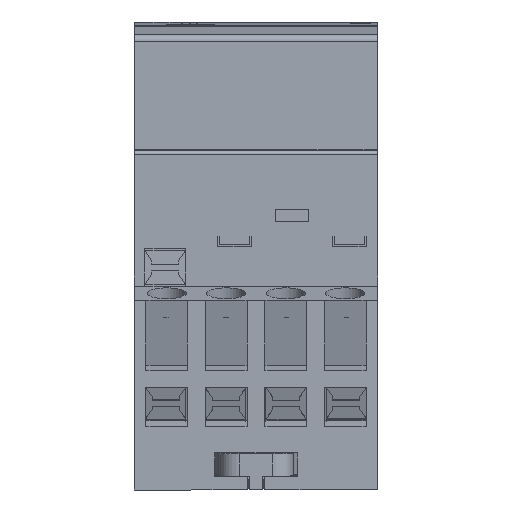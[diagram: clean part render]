
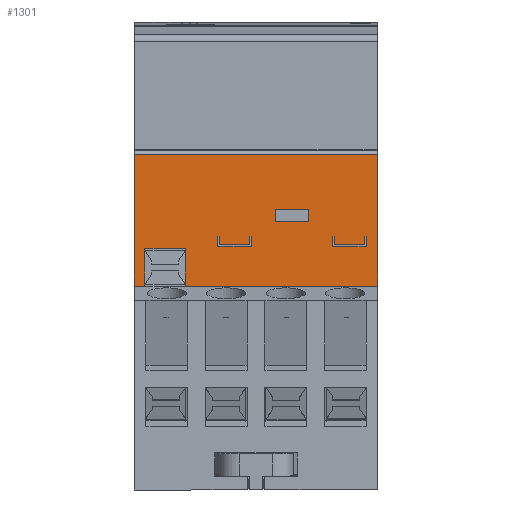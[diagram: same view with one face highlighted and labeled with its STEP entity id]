
A CAD part, left-side view. The second image highlights one B-rep face of the part: STEP entity #1301.
In plain terms, the highlighted face is planar.
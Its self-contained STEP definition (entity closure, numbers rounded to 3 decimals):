
#1301=ADVANCED_FACE('',(#6582,#6584,#6586,#6588),#6590,.T.);
#6582=FACE_BOUND('',#6583,.T.);
#6583=EDGE_LOOP('',(#16313,#16314,#16315,#16316,#16317,#16318,#16319,#16320));
#6584=FACE_BOUND('',#6585,.T.);
#6585=EDGE_LOOP('',(#16321,#16322,#16323,#16324,#16325,#16326,#16327,#16328));
#6586=FACE_BOUND('',#6587,.T.);
#6587=EDGE_LOOP('',(#16329,#16330,#16331,#16332,#16333,#16334,#16335,#16336));
#6588=FACE_BOUND('',#6589,.T.);
#6589=EDGE_LOOP('',(#16337,#16338,#16339,#16340));
#6590=PLANE('',#6591);
#6591=AXIS2_PLACEMENT_3D('',#6592,#6593,#6594);
#6592=CARTESIAN_POINT('',(182.651,0.,-0.918));
#6593=DIRECTION('',(1.,0.,0.));
#6594=DIRECTION('',(0.,0.,-1.));
#16313=ORIENTED_EDGE('',*,*,#25025,.T.);
#16314=ORIENTED_EDGE('',*,*,#25026,.T.);
#16315=ORIENTED_EDGE('',*,*,#25013,.T.);
#16316=ORIENTED_EDGE('',*,*,#25027,.F.);
#16317=ORIENTED_EDGE('',*,*,#25028,.F.);
#16318=ORIENTED_EDGE('',*,*,#25029,.T.);
#16319=ORIENTED_EDGE('',*,*,#25001,.T.);
#16320=ORIENTED_EDGE('',*,*,#25030,.T.);
#16321=ORIENTED_EDGE('',*,*,#25031,.T.);
#16322=ORIENTED_EDGE('',*,*,#25032,.T.);
#16323=ORIENTED_EDGE('',*,*,#25033,.T.);
#16324=ORIENTED_EDGE('',*,*,#25034,.T.);
#16325=ORIENTED_EDGE('',*,*,#25035,.T.);
#16326=ORIENTED_EDGE('',*,*,#25036,.T.);
#16327=ORIENTED_EDGE('',*,*,#25037,.T.);
#16328=ORIENTED_EDGE('',*,*,#25038,.T.);
#16329=ORIENTED_EDGE('',*,*,#25039,.T.);
#16330=ORIENTED_EDGE('',*,*,#25040,.T.);
#16331=ORIENTED_EDGE('',*,*,#25041,.T.);
#16332=ORIENTED_EDGE('',*,*,#25042,.T.);
#16333=ORIENTED_EDGE('',*,*,#25043,.T.);
#16334=ORIENTED_EDGE('',*,*,#25044,.T.);
#16335=ORIENTED_EDGE('',*,*,#25045,.T.);
#16336=ORIENTED_EDGE('',*,*,#25046,.T.);
#16337=ORIENTED_EDGE('',*,*,#25047,.T.);
#16338=ORIENTED_EDGE('',*,*,#25048,.T.);
#16339=ORIENTED_EDGE('',*,*,#25049,.T.);
#16340=ORIENTED_EDGE('',*,*,#25050,.T.);
#25001=EDGE_CURVE('',#29194,#29192,#29195,.T.);
#25013=EDGE_CURVE('',#29191,#29216,#29218,.T.);
#25025=EDGE_CURVE('',#29240,#29241,#29242,.F.);
#25026=EDGE_CURVE('',#29241,#29191,#29243,.F.);
#25027=EDGE_CURVE('',#29244,#29216,#29245,.T.);
#25028=EDGE_CURVE('',#29246,#29244,#29247,.T.);
#25029=EDGE_CURVE('',#29246,#29194,#29248,.T.);
#25030=EDGE_CURVE('',#29192,#29240,#29249,.F.);
#25031=EDGE_CURVE('',#29250,#29251,#29252,.F.);
#25032=EDGE_CURVE('',#29251,#29253,#29254,.F.);
#25033=EDGE_CURVE('',#29253,#29255,#29256,.F.);
#25034=EDGE_CURVE('',#29255,#29257,#29258,.F.);
#25035=EDGE_CURVE('',#29257,#29259,#29260,.F.);
#25036=EDGE_CURVE('',#29259,#29261,#29262,.F.);
#25037=EDGE_CURVE('',#29261,#29263,#29264,.F.);
#25038=EDGE_CURVE('',#29263,#29250,#29265,.F.);
#25039=EDGE_CURVE('',#29266,#29267,#29268,.F.);
#25040=EDGE_CURVE('',#29267,#29269,#29270,.F.);
#25041=EDGE_CURVE('',#29269,#29271,#29272,.F.);
#25042=EDGE_CURVE('',#29271,#29273,#29274,.F.);
#25043=EDGE_CURVE('',#29273,#29275,#29276,.F.);
#25044=EDGE_CURVE('',#29275,#29277,#29278,.F.);
#25045=EDGE_CURVE('',#29277,#29279,#29280,.F.);
#25046=EDGE_CURVE('',#29279,#29266,#29281,.F.);
#25047=EDGE_CURVE('',#29282,#29283,#29284,.F.);
#25048=EDGE_CURVE('',#29283,#29285,#29286,.F.);
#25049=EDGE_CURVE('',#29285,#29287,#29288,.F.);
#25050=EDGE_CURVE('',#29287,#29282,#29289,.F.);
#29191=VERTEX_POINT('',#36699);
#29192=VERTEX_POINT('',#36700);
#29194=VERTEX_POINT('',#36704);
#29195=LINE('',#36705,#36706);
#29216=VERTEX_POINT('',#36748);
#29218=LINE('',#36752,#36753);
#29240=VERTEX_POINT('',#36806);
#29241=VERTEX_POINT('',#36807);
#29242=LINE('',#36808,#36809);
#29243=LINE('',#36811,#36812);
#29244=VERTEX_POINT('',#36814);
#29245=LINE('',#36815,#36816);
#29246=VERTEX_POINT('',#36818);
#29247=LINE('',#36819,#36820);
#29248=LINE('',#36822,#36823);
#29249=LINE('',#36825,#36826);
#29250=VERTEX_POINT('',#36828);
#29251=VERTEX_POINT('',#36829);
#29252=LINE('',#36830,#36831);
#29253=VERTEX_POINT('',#36833);
#29254=LINE('',#36834,#36835);
#29255=VERTEX_POINT('',#36837);
#29256=LINE('',#36838,#36839);
#29257=VERTEX_POINT('',#36841);
#29258=LINE('',#36842,#36843);
#29259=VERTEX_POINT('',#36845);
#29260=LINE('',#36846,#36847);
#29261=VERTEX_POINT('',#36849);
#29262=LINE('',#36850,#36851);
#29263=VERTEX_POINT('',#36853);
#29264=LINE('',#36854,#36855);
#29265=LINE('',#36857,#36858);
#29266=VERTEX_POINT('',#36860);
#29267=VERTEX_POINT('',#36861);
#29268=LINE('',#36862,#36863);
#29269=VERTEX_POINT('',#36865);
#29270=LINE('',#36866,#36867);
#29271=VERTEX_POINT('',#36869);
#29272=LINE('',#36870,#36871);
#29273=VERTEX_POINT('',#36873);
#29274=LINE('',#36874,#36875);
#29275=VERTEX_POINT('',#36877);
#29276=LINE('',#36878,#36879);
#29277=VERTEX_POINT('',#36881);
#29278=LINE('',#36882,#36883);
#29279=VERTEX_POINT('',#36885);
#29280=LINE('',#36886,#36887);
#29281=LINE('',#36889,#36890);
#29282=VERTEX_POINT('',#36892);
#29283=VERTEX_POINT('',#36893);
#29284=LINE('',#36894,#36895);
#29285=VERTEX_POINT('',#36897);
#29286=LINE('',#36898,#36899);
#29287=VERTEX_POINT('',#36901);
#29288=LINE('',#36902,#36903);
#29289=LINE('',#36905,#36906);
#36699=CARTESIAN_POINT('',(182.651,7.536,-20.918));
#36700=CARTESIAN_POINT('',(182.651,1.542,-20.918));
#36704=CARTESIAN_POINT('',(182.651,0.,-20.918));
#36705=CARTESIAN_POINT('',(182.651,0.,-20.918));
#36706=VECTOR('',#36707,1.);
#36707=DIRECTION('',(0.,1.,0.));
#36748=CARTESIAN_POINT('',(182.651,36.,-20.918));
#36752=CARTESIAN_POINT('',(182.651,7.536,-20.918));
#36753=VECTOR('',#36754,1.);
#36754=DIRECTION('',(0.,1.,0.));
#36806=CARTESIAN_POINT('',(182.651,1.542,-15.418));
#36807=CARTESIAN_POINT('',(182.651,7.536,-15.418));
#36808=CARTESIAN_POINT('',(182.651,7.536,-15.418));
#36809=VECTOR('',#36810,1.);
#36810=DIRECTION('',(0.,-1.,0.));
#36811=CARTESIAN_POINT('',(182.651,7.536,-20.918));
#36812=VECTOR('',#36813,1.);
#36813=DIRECTION('',(0.,0.,1.));
#36814=CARTESIAN_POINT('',(182.651,36.,-1.418));
#36815=CARTESIAN_POINT('',(182.651,36.,-1.418));
#36816=VECTOR('',#36817,1.);
#36817=DIRECTION('',(0.,0.,-1.));
#36818=CARTESIAN_POINT('',(182.651,0.,-1.418));
#36819=CARTESIAN_POINT('',(182.651,0.,-1.418));
#36820=VECTOR('',#36821,1.);
#36821=DIRECTION('',(0.,1.,0.));
#36822=CARTESIAN_POINT('',(182.651,0.,-1.418));
#36823=VECTOR('',#36824,1.);
#36824=DIRECTION('',(0.,0.,-1.));
#36825=CARTESIAN_POINT('',(182.651,1.542,-15.418));
#36826=VECTOR('',#36827,1.);
#36827=DIRECTION('',(0.,0.,-1.));
#36828=CARTESIAN_POINT('',(182.651,29.57,-14.79));
#36829=CARTESIAN_POINT('',(182.651,34.07,-14.79));
#36830=CARTESIAN_POINT('',(182.651,34.07,-14.79));
#36831=VECTOR('',#36832,1.);
#36832=DIRECTION('',(0.,-1.,0.));
#36833=CARTESIAN_POINT('',(182.651,34.07,-13.54));
#36834=CARTESIAN_POINT('',(182.651,34.07,-13.54));
#36835=VECTOR('',#36836,1.);
#36836=DIRECTION('',(0.,0.,-1.));
#36837=CARTESIAN_POINT('',(182.651,34.32,-13.54));
#36838=CARTESIAN_POINT('',(182.651,34.32,-13.54));
#36839=VECTOR('',#36840,1.);
#36840=DIRECTION('',(0.,-1.,0.));
#36841=CARTESIAN_POINT('',(182.651,34.32,-15.04));
#36842=CARTESIAN_POINT('',(182.651,34.32,-15.04));
#36843=VECTOR('',#36844,1.);
#36844=DIRECTION('',(0.,0.,1.));
#36845=CARTESIAN_POINT('',(182.651,29.32,-15.04));
#36846=CARTESIAN_POINT('',(182.651,29.32,-15.04));
#36847=VECTOR('',#36848,1.);
#36848=DIRECTION('',(0.,1.,0.));
#36849=CARTESIAN_POINT('',(182.651,29.32,-13.54));
#36850=CARTESIAN_POINT('',(182.651,29.32,-13.54));
#36851=VECTOR('',#36852,1.);
#36852=DIRECTION('',(0.,0.,-1.));
#36853=CARTESIAN_POINT('',(182.651,29.57,-13.54));
#36854=CARTESIAN_POINT('',(182.651,29.57,-13.54));
#36855=VECTOR('',#36856,1.);
#36856=DIRECTION('',(0.,-1.,0.));
#36857=CARTESIAN_POINT('',(182.651,29.57,-14.79));
#36858=VECTOR('',#36859,1.);
#36859=DIRECTION('',(0.,0.,1.));
#36860=CARTESIAN_POINT('',(182.651,12.57,-14.79));
#36861=CARTESIAN_POINT('',(182.651,17.07,-14.79));
#36862=CARTESIAN_POINT('',(182.651,17.07,-14.79));
#36863=VECTOR('',#36864,1.);
#36864=DIRECTION('',(0.,-1.,0.));
#36865=CARTESIAN_POINT('',(182.651,17.07,-13.54));
#36866=CARTESIAN_POINT('',(182.651,17.07,-13.54));
#36867=VECTOR('',#36868,1.);
#36868=DIRECTION('',(0.,0.,-1.));
#36869=CARTESIAN_POINT('',(182.651,17.32,-13.54));
#36870=CARTESIAN_POINT('',(182.651,17.32,-13.54));
#36871=VECTOR('',#36872,1.);
#36872=DIRECTION('',(0.,-1.,0.));
#36873=CARTESIAN_POINT('',(182.651,17.32,-15.04));
#36874=CARTESIAN_POINT('',(182.651,17.32,-15.04));
#36875=VECTOR('',#36876,1.);
#36876=DIRECTION('',(0.,0.,1.));
#36877=CARTESIAN_POINT('',(182.651,12.32,-15.04));
#36878=CARTESIAN_POINT('',(182.651,12.32,-15.04));
#36879=VECTOR('',#36880,1.);
#36880=DIRECTION('',(0.,1.,0.));
#36881=CARTESIAN_POINT('',(182.651,12.32,-13.54));
#36882=CARTESIAN_POINT('',(182.651,12.32,-13.54));
#36883=VECTOR('',#36884,1.);
#36884=DIRECTION('',(0.,0.,-1.));
#36885=CARTESIAN_POINT('',(182.651,12.57,-13.54));
#36886=CARTESIAN_POINT('',(182.651,12.57,-13.54));
#36887=VECTOR('',#36888,1.);
#36888=DIRECTION('',(0.,-1.,0.));
#36889=CARTESIAN_POINT('',(182.651,12.57,-14.79));
#36890=VECTOR('',#36891,1.);
#36891=DIRECTION('',(0.,0.,1.));
#36892=CARTESIAN_POINT('',(182.651,20.82,-9.629));
#36893=CARTESIAN_POINT('',(182.651,25.82,-9.629));
#36894=CARTESIAN_POINT('',(182.651,25.82,-9.629));
#36895=VECTOR('',#36896,1.);
#36896=DIRECTION('',(0.,-1.,0.));
#36897=CARTESIAN_POINT('',(182.651,25.82,-11.429));
#36898=CARTESIAN_POINT('',(182.651,25.82,-11.429));
#36899=VECTOR('',#36900,1.);
#36900=DIRECTION('',(0.,0.,1.));
#36901=CARTESIAN_POINT('',(182.651,20.82,-11.429));
#36902=CARTESIAN_POINT('',(182.651,20.82,-11.429));
#36903=VECTOR('',#36904,1.);
#36904=DIRECTION('',(0.,1.,0.));
#36905=CARTESIAN_POINT('',(182.651,20.82,-9.629));
#36906=VECTOR('',#36907,1.);
#36907=DIRECTION('',(0.,0.,-1.));
